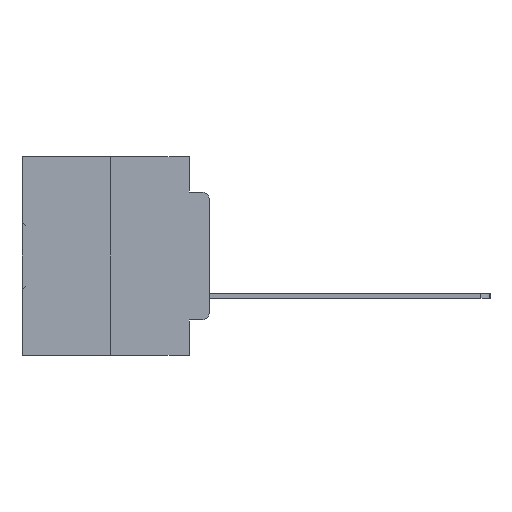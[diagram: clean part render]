
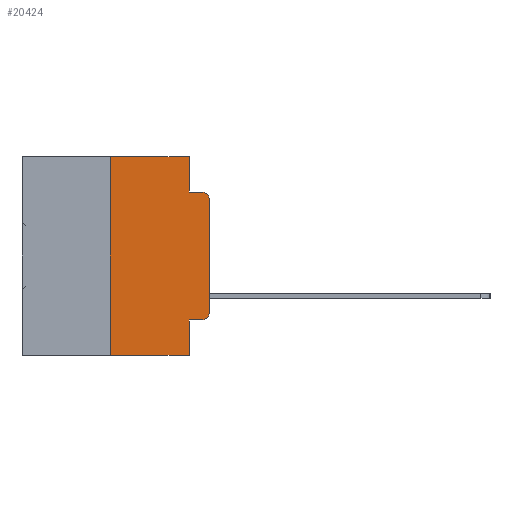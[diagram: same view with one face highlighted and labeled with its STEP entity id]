
A CAD part, left-side view. The second image highlights one B-rep face of the part: STEP entity #20424.
In plain terms, the highlighted planar face has unit normal (-1, 0, 0).
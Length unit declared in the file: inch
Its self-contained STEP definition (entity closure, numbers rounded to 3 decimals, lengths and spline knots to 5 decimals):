
#895 = LINE ( 'NONE', #23627, #22467 ) ;
#1006 = ORIENTED_EDGE ( 'NONE', *, *, #14052, .F. ) ;
#3631 = VERTEX_POINT ( 'NONE', #3645 ) ;
#3645 = CARTESIAN_POINT ( 'NONE',  ( 0., 0.25, -0.5 ) ) ;
#3680 = ORIENTED_EDGE ( 'NONE', *, *, #14669, .T. ) ;
#3971 = VECTOR ( 'NONE', #31072, 39.37008 ) ;
#4005 = EDGE_CURVE ( 'NONE', #5149, #14470, #16401, .T. ) ;
#4102 = EDGE_CURVE ( 'NONE', #3631, #35634, #26755, .T. ) ;
#4133 = VECTOR ( 'NONE', #33757, 39.37008 ) ;
#4729 = EDGE_CURVE ( 'NONE', #25233, #28896, #18953, .T. ) ;
#5149 = VERTEX_POINT ( 'NONE', #17719 ) ;
#5586 = CARTESIAN_POINT ( 'NONE',  ( 0., 0.25, 0. ) ) ;
#5856 = CARTESIAN_POINT ( 'NONE',  ( 0., 0.051, 0. ) ) ;
#6271 = ORIENTED_EDGE ( 'NONE', *, *, #4005, .T. ) ;
#6852 = VECTOR ( 'NONE', #35157, 39.37008 ) ;
#7597 = ORIENTED_EDGE ( 'NONE', *, *, #4102, .T. ) ;
#7724 = EDGE_CURVE ( 'NONE', #21147, #25584, #14405, .T. ) ;
#7913 = CARTESIAN_POINT ( 'NONE',  ( 0., 0., -0.1085 ) ) ;
#7934 = PLANE ( 'NONE',  #17331 ) ;
#8913 = CARTESIAN_POINT ( 'NONE',  ( 0., 0.051, -0.0885 ) ) ;
#9500 = EDGE_CURVE ( 'NONE', #25584, #25233, #895, .T. ) ;
#9996 = DIRECTION ( 'NONE',  ( -1., 0., 0. ) ) ;
#10823 = CARTESIAN_POINT ( 'NONE',  ( 0., 0.473, 0. ) ) ;
#11634 = ORIENTED_EDGE ( 'NONE', *, *, #7724, .F. ) ;
#11689 = CARTESIAN_POINT ( 'NONE',  ( 0., 0.051, -0.0885 ) ) ;
#11989 = VECTOR ( 'NONE', #16117, 39.37008 ) ;
#12928 = VECTOR ( 'NONE', #17329, 39.37008 ) ;
#13018 = CARTESIAN_POINT ( 'NONE',  ( 0., 0.473, 0. ) ) ;
#13122 = CARTESIAN_POINT ( 'NONE',  ( 0., 0.25, 0. ) ) ;
#13239 = CIRCLE ( 'NONE', #28034, 0.02 ) ;
#13417 = CARTESIAN_POINT ( 'NONE',  ( 0., 0., 0. ) ) ;
#13474 = CARTESIAN_POINT ( 'NONE',  ( 0., 0.02, -0.0885 ) ) ;
#13676 = DIRECTION ( 'NONE',  ( 1., 0., 0. ) ) ;
#14052 = EDGE_CURVE ( 'NONE', #24940, #35634, #19994, .T. ) ;
#14405 = LINE ( 'NONE', #13018, #6852 ) ;
#14470 = VERTEX_POINT ( 'NONE', #7913 ) ;
#14669 = EDGE_CURVE ( 'NONE', #24940, #27802, #34132, .T. ) ;
#15358 = DIRECTION ( 'NONE',  ( -1., 0., 0. ) ) ;
#16117 = DIRECTION ( 'NONE',  ( 0., -1., 0. ) ) ;
#16401 = LINE ( 'NONE', #13417, #22912 ) ;
#16473 = ORIENTED_EDGE ( 'NONE', *, *, #4729, .F. ) ;
#17329 = DIRECTION ( 'NONE',  ( 0., -1., 0. ) ) ;
#17331 = AXIS2_PLACEMENT_3D ( 'NONE', #10823, #13676, #33010 ) ;
#17719 = CARTESIAN_POINT ( 'NONE',  ( 0., 0., -0.3915 ) ) ;
#18294 = VECTOR ( 'NONE', #24237, 39.37008 ) ;
#18953 = LINE ( 'NONE', #11689, #3971 ) ;
#19540 = CARTESIAN_POINT ( 'NONE',  ( 0., 0.02, -0.4115 ) ) ;
#19994 = LINE ( 'NONE', #5856, #4133 ) ;
#20424 = ADVANCED_FACE ( 'NONE', ( #22637 ), #7934, .F. ) ;
#20519 = EDGE_CURVE ( 'NONE', #3631, #21147, #32940, .T. ) ;
#21147 = VERTEX_POINT ( 'NONE', #13122 ) ;
#22467 = VECTOR ( 'NONE', #26375, 39.37008 ) ;
#22637 = FACE_OUTER_BOUND ( 'NONE', #22861, .T. ) ;
#22861 = EDGE_LOOP ( 'NONE', ( #6271, #22975, #16473, #25565, #11634, #33734, #7597, #1006, #3680, #26010 ) ) ;
#22912 = VECTOR ( 'NONE', #28999, 39.37008 ) ;
#22975 = ORIENTED_EDGE ( 'NONE', *, *, #34405, .T. ) ;
#23359 = EDGE_CURVE ( 'NONE', #27802, #5149, #24855, .T. ) ;
#23627 = CARTESIAN_POINT ( 'NONE',  ( 0., 0.051, 0. ) ) ;
#24237 = DIRECTION ( 'NONE',  ( 0., 0., 1. ) ) ;
#24855 = CIRCLE ( 'NONE', #34467, 0.02 ) ;
#24940 = VERTEX_POINT ( 'NONE', #29884 ) ;
#25233 = VERTEX_POINT ( 'NONE', #8913 ) ;
#25565 = ORIENTED_EDGE ( 'NONE', *, *, #9500, .F. ) ;
#25584 = VERTEX_POINT ( 'NONE', #27312 ) ;
#26010 = ORIENTED_EDGE ( 'NONE', *, *, #23359, .T. ) ;
#26375 = DIRECTION ( 'NONE',  ( 0., 0., -1. ) ) ;
#26701 = CARTESIAN_POINT ( 'NONE',  ( 0., 0.02, -0.3915 ) ) ;
#26726 = CARTESIAN_POINT ( 'NONE',  ( 0., 0.051, -0.5 ) ) ;
#26755 = LINE ( 'NONE', #29992, #11989 ) ;
#27312 = CARTESIAN_POINT ( 'NONE',  ( 0., 0.051, 0. ) ) ;
#27802 = VERTEX_POINT ( 'NONE', #19540 ) ;
#28034 = AXIS2_PLACEMENT_3D ( 'NONE', #31899, #15358, #34657 ) ;
#28896 = VERTEX_POINT ( 'NONE', #13474 ) ;
#28999 = DIRECTION ( 'NONE',  ( 0., 0., 1. ) ) ;
#29455 = DIRECTION ( 'NONE',  ( 0., 0., -1. ) ) ;
#29884 = CARTESIAN_POINT ( 'NONE',  ( 0., 0.051, -0.4115 ) ) ;
#29992 = CARTESIAN_POINT ( 'NONE',  ( 0., 0.473, -0.5 ) ) ;
#31061 = CARTESIAN_POINT ( 'NONE',  ( 0., 0.051, -0.4115 ) ) ;
#31072 = DIRECTION ( 'NONE',  ( 0., -1., 0. ) ) ;
#31899 = CARTESIAN_POINT ( 'NONE',  ( 0., 0.02, -0.1085 ) ) ;
#32940 = LINE ( 'NONE', #5586, #18294 ) ;
#33010 = DIRECTION ( 'NONE',  ( 0., 0., -1. ) ) ;
#33734 = ORIENTED_EDGE ( 'NONE', *, *, #20519, .F. ) ;
#33757 = DIRECTION ( 'NONE',  ( 0., 0., -1. ) ) ;
#34132 = LINE ( 'NONE', #31061, #12928 ) ;
#34405 = EDGE_CURVE ( 'NONE', #14470, #28896, #13239, .T. ) ;
#34467 = AXIS2_PLACEMENT_3D ( 'NONE', #26701, #9996, #29455 ) ;
#34657 = DIRECTION ( 'NONE',  ( 0., 0., -1. ) ) ;
#35157 = DIRECTION ( 'NONE',  ( 0., -1., 0. ) ) ;
#35634 = VERTEX_POINT ( 'NONE', #26726 ) ;
